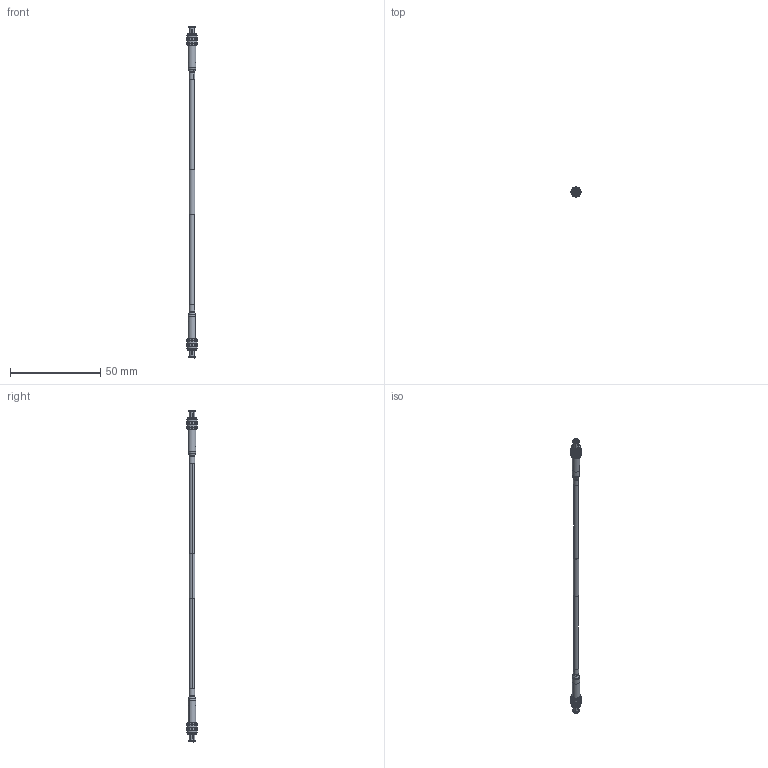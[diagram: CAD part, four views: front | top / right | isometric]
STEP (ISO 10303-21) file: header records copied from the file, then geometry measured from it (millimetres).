
FILE_DESCRIPTION (( 'STEP AP214' ), '1' );
FILE_NAME ('FMC0707315_3D.step', '2024-11-04T20:53:04', ( '' ), ( '' ), 'SwSTEP 2.0', 'SolidWorks 2022', '' );
FILE_SCHEMA (( 'AUTOMOTIVE_DESIGN' ));
Length unit declared in the file: inch
Products named in the file (5): RG316_NO LABEL; FMC0707315_3D; HeatShrink_SC9413A; 1AW01-003_.126 ID; SC9413A
Assembly tree (6 placements, depth 2):
  FMC0707315_3D
    RG316_NO LABEL
    SC9413A  x2
    HeatShrink_SC9413A  x2
    1AW01-003_.126 ID
Bounding box: 5.57 x 5.57 x 184 mm (x, y, z)
Volume: 1710.1 mm3; surface area: 3487.6 mm2
Topology: 8 solids, 8 shells, 260 faces, 598 edges, 376 vertices
Faces by surface type: cylinder 114, plane 86, cone 48, torus 8, bspline 4
Entity records: 4183 total; most frequent: CARTESIAN_POINT 754, DIRECTION 722, ORIENTED_EDGE 616, EDGE_CURVE 308, AXIS2_PLACEMENT_3D 298, VERTEX_POINT 194, CIRCLE 156, EDGE_LOOP 150
